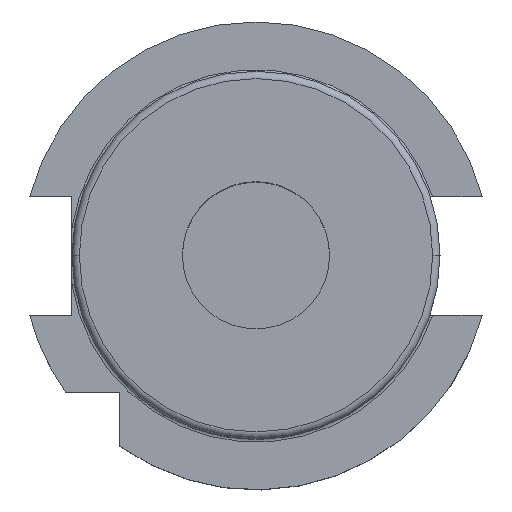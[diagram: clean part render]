
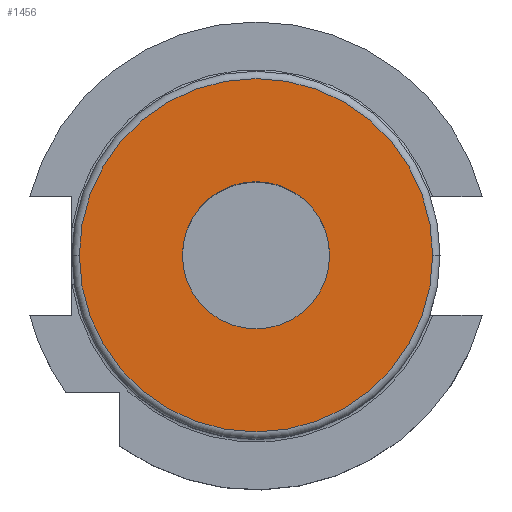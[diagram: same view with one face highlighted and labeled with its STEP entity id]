
A CAD part, top view. The second image highlights one B-rep face of the part: STEP entity #1456.
In plain terms, the highlighted planar face has unit normal (0, 0, 1).
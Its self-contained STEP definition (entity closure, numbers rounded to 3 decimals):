
#87 = CARTESIAN_POINT ( 'NONE',  ( 10., 0., 70. ) ) ;
#131 = ORIENTED_EDGE ( 'NONE', *, *, #1749, .F. ) ;
#445 = CARTESIAN_POINT ( 'NONE',  ( 0., 0., 70. ) ) ;
#446 = CARTESIAN_POINT ( 'NONE',  ( 24., 0., 70. ) ) ;
#458 = DIRECTION ( 'NONE',  ( 1., 0., 0. ) ) ;
#546 = VERTEX_POINT ( 'NONE', #446 ) ;
#574 = EDGE_LOOP ( 'NONE', ( #131, #1259 ) ) ;
#577 = CARTESIAN_POINT ( 'NONE',  ( -24., 0., 70. ) ) ;
#584 = CIRCLE ( 'NONE', #1641, 10. ) ;
#748 = ORIENTED_EDGE ( 'NONE', *, *, #1875, .T. ) ;
#780 = AXIS2_PLACEMENT_3D ( 'NONE', #445, #1270, #1249 ) ;
#836 = AXIS2_PLACEMENT_3D ( 'NONE', #1966, #1636, #2141 ) ;
#1039 = DIRECTION ( 'NONE',  ( 1., 0., 0. ) ) ;
#1058 = CIRCLE ( 'NONE', #780, 24. ) ;
#1060 = CARTESIAN_POINT ( 'NONE',  ( 0., 0., 70. ) ) ;
#1088 = FACE_BOUND ( 'NONE', #574, .T. ) ;
#1109 = PLANE ( 'NONE',  #1685 ) ;
#1116 = CIRCLE ( 'NONE', #1346, 10. ) ;
#1136 = VERTEX_POINT ( 'NONE', #577 ) ;
#1221 = DIRECTION ( 'NONE',  ( 1., 0., 0. ) ) ;
#1249 = DIRECTION ( 'NONE',  ( 1., 0., 0. ) ) ;
#1259 = ORIENTED_EDGE ( 'NONE', *, *, #1866, .F. ) ;
#1270 = DIRECTION ( 'NONE',  ( 0., 0., 1. ) ) ;
#1275 = DIRECTION ( 'NONE',  ( 0., 0., 1. ) ) ;
#1282 = CARTESIAN_POINT ( 'NONE',  ( 0., 25., 70. ) ) ;
#1346 = AXIS2_PLACEMENT_3D ( 'NONE', #1060, #1757, #1221 ) ;
#1353 = CIRCLE ( 'NONE', #836, 24. ) ;
#1360 = ORIENTED_EDGE ( 'NONE', *, *, #1565, .T. ) ;
#1456 = ADVANCED_FACE ( 'NONE', ( #1088, #1936 ), #1109, .T. ) ;
#1541 = DIRECTION ( 'NONE',  ( 0., 0., 1. ) ) ;
#1565 = EDGE_CURVE ( 'NONE', #1136, #546, #1058, .T. ) ;
#1581 = EDGE_LOOP ( 'NONE', ( #748, #1360 ) ) ;
#1636 = DIRECTION ( 'NONE',  ( 0., 0., 1. ) ) ;
#1641 = AXIS2_PLACEMENT_3D ( 'NONE', #1913, #1541, #1039 ) ;
#1685 = AXIS2_PLACEMENT_3D ( 'NONE', #1282, #1275, #458 ) ;
#1692 = VERTEX_POINT ( 'NONE', #1854 ) ;
#1749 = EDGE_CURVE ( 'NONE', #1692, #2128, #584, .T. ) ;
#1757 = DIRECTION ( 'NONE',  ( 0., 0., 1. ) ) ;
#1854 = CARTESIAN_POINT ( 'NONE',  ( -10., 0., 70. ) ) ;
#1866 = EDGE_CURVE ( 'NONE', #2128, #1692, #1116, .T. ) ;
#1875 = EDGE_CURVE ( 'NONE', #546, #1136, #1353, .T. ) ;
#1913 = CARTESIAN_POINT ( 'NONE',  ( 0., 0., 70. ) ) ;
#1936 = FACE_OUTER_BOUND ( 'NONE', #1581, .T. ) ;
#1966 = CARTESIAN_POINT ( 'NONE',  ( 0., 0., 70. ) ) ;
#2128 = VERTEX_POINT ( 'NONE', #87 ) ;
#2141 = DIRECTION ( 'NONE',  ( 1., 0., 0. ) ) ;
